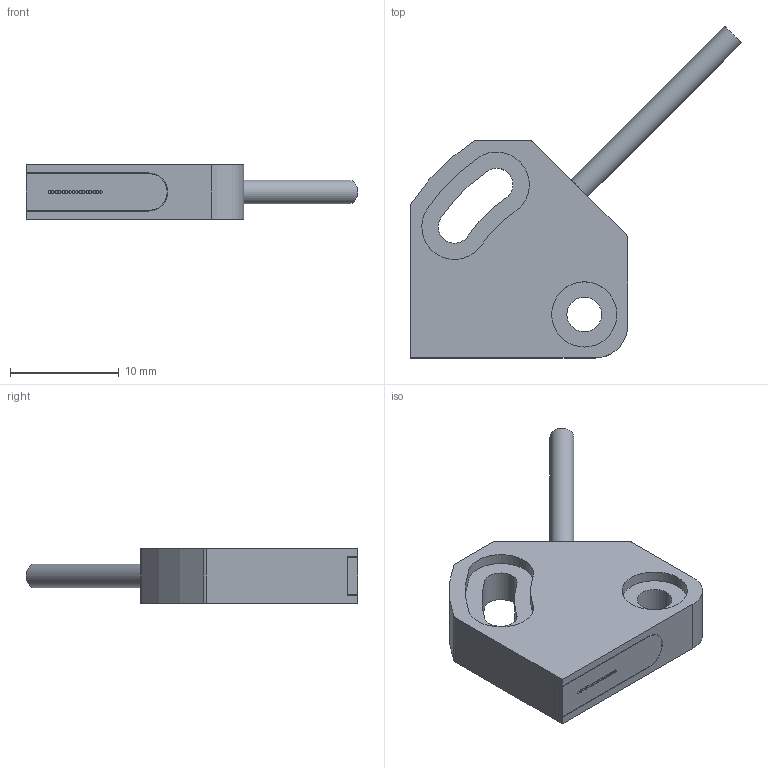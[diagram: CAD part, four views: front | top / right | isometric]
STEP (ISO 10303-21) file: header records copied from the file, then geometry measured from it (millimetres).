
FILE_DESCRIPTION(/* description */ (''),/* implementation_level */ '2;1');
FILE_NAME(/* name */ 'EX-WTA10.stp',/* time_stamp */ '2023-04-10T10:35:14+08:00',/* author */ (''),/* organization */ (''),/* preprocessor_version */ 'ST-DEVELOPER v16.7',/* originating_system */ 'SIEMENS PLM Software NX 12.0',/* authorisation */ '');
FILE_SCHEMA (('AUTOMOTIVE_DESIGN { 1 0 10303 214 3 1 1 1 }'));
Length unit declared in the file: millimetre
Products named in the file (1): EX-WTA10
Bounding box: 30.48 x 30.53 x 5 mm (x, y, z)
Volume: 1517.6 mm3; surface area: 1460.2 mm2
Topology: 3 solids, 3 shells, 80 faces, 210 edges, 140 vertices
Faces by surface type: cylinder 59, plane 21
Full cylindrical faces by diameter (mm): 2.2 x1
Entity records: 2633 total; most frequent: DIRECTION 489, CARTESIAN_POINT 430, ORIENTED_EDGE 418, EDGE_CURVE 209, AXIS2_PLACEMENT_3D 199, VERTEX_POINT 140, EDGE_LOOP 121, CIRCLE 118
